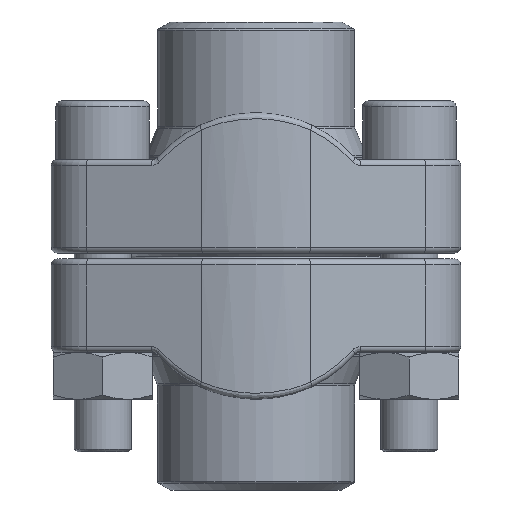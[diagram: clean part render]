
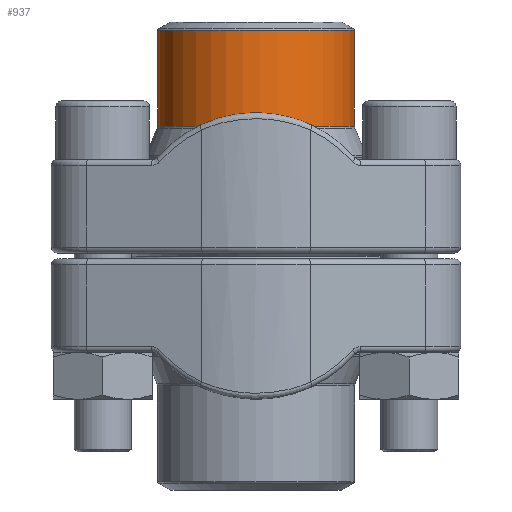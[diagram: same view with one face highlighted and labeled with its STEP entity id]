
A CAD part, left-side view. The second image highlights one B-rep face of the part: STEP entity #937.
In plain terms, the highlighted cylindrical face has radius 16.85 mm (diameter 33.7 mm), a full revolution.
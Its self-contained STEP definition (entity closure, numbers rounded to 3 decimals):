
#683=FACE_BOUND('',#1370,.T.);
#684=FACE_BOUND('',#1371,.T.);
#937=ADVANCED_FACE('',(#683,#684),#1123,.T.);
#1123=CYLINDRICAL_SURFACE('',#3660,16.85);
#1370=EDGE_LOOP('',(#2091));
#1371=EDGE_LOOP('',(#2092));
#1685=CIRCLE('',#3658,16.85);
#1686=CIRCLE('',#3659,16.85);
#2091=ORIENTED_EDGE('',*,*,#3064,.T.);
#2092=ORIENTED_EDGE('',*,*,#3065,.T.);
#2751=VERTEX_POINT('',#5587);
#2752=VERTEX_POINT('',#5589);
#3064=EDGE_CURVE('',#2751,#2751,#1685,.T.);
#3065=EDGE_CURVE('',#2752,#2752,#1686,.T.);
#3658=AXIS2_PLACEMENT_3D('',#5586,#4277,#4278);
#3659=AXIS2_PLACEMENT_3D('',#5588,#4279,#4280);
#3660=AXIS2_PLACEMENT_3D('',#5590,#4281,#4282);
#4277=DIRECTION('',(1.,0.,0.));
#4278=DIRECTION('',(0.,0.,1.));
#4279=DIRECTION('',(-1.,0.,0.));
#4280=DIRECTION('',(0.,0.,-1.));
#4281=DIRECTION('',(-1.,0.,0.));
#4282=DIRECTION('',(0.,0.,1.));
#5586=CARTESIAN_POINT('',(22.201,0.,0.));
#5587=CARTESIAN_POINT('',(22.201,0.,16.85));
#5588=CARTESIAN_POINT('',(38.557,0.,0.));
#5589=CARTESIAN_POINT('',(38.557,0.,-16.85));
#5590=CARTESIAN_POINT('',(0.,0.,0.));
